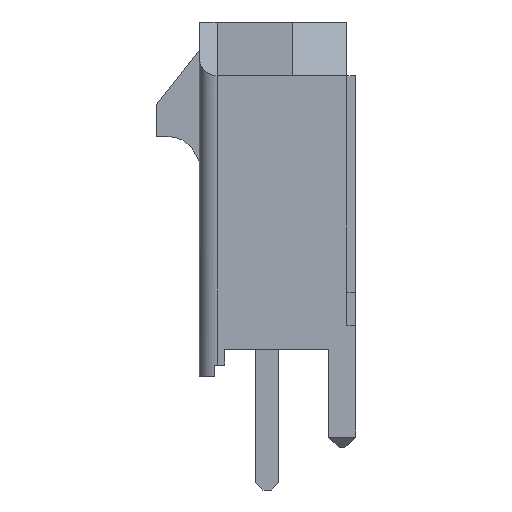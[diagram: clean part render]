
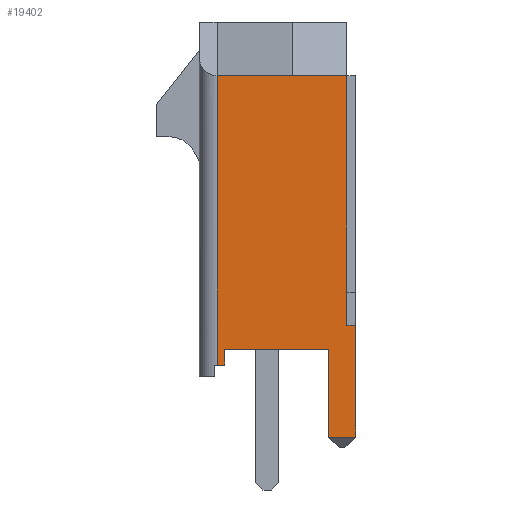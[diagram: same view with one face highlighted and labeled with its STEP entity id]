
A CAD part, left-side view. The second image highlights one B-rep face of the part: STEP entity #19402.
In plain terms, the highlighted planar face has unit normal (-1, 0, 0).
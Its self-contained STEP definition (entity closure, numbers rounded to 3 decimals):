
#135 = CARTESIAN_POINT ( 'NONE',  ( -6.325, -2.22, 8.4 ) ) ;
#362 = LINE ( 'NONE', #5302, #10141 ) ;
#372 = DIRECTION ( 'NONE',  ( 0., 0., -1. ) ) ;
#397 = VERTEX_POINT ( 'NONE', #19393 ) ;
#902 = CARTESIAN_POINT ( 'NONE',  ( -6.325, 1.4, 8.4 ) ) ;
#1406 = ORIENTED_EDGE ( 'NONE', *, *, #14022, .F. ) ;
#1437 = ORIENTED_EDGE ( 'NONE', *, *, #5627, .T. ) ;
#1688 = CARTESIAN_POINT ( 'NONE',  ( -6.325, -0.7, 8.4 ) ) ;
#1692 = CARTESIAN_POINT ( 'NONE',  ( -6.325, -2.47, -1.7 ) ) ;
#2063 = CARTESIAN_POINT ( 'NONE',  ( -6.325, 1.182, 0.75 ) ) ;
#2294 = CARTESIAN_POINT ( 'NONE',  ( -6.325, -2.47, 9.9 ) ) ;
#2406 = FACE_OUTER_BOUND ( 'NONE', #15782, .T. ) ;
#2552 = CARTESIAN_POINT ( 'NONE',  ( -6.325, 1.4, 9.9 ) ) ;
#2623 = PLANE ( 'NONE',  #6408 ) ;
#2948 = ORIENTED_EDGE ( 'NONE', *, *, #6848, .T. ) ;
#3293 = VECTOR ( 'NONE', #15102, 1000. ) ;
#3557 = EDGE_CURVE ( 'NONE', #5986, #16627, #11692, .T. ) ;
#3607 = VECTOR ( 'NONE', #6960, 1000. ) ;
#3754 = CARTESIAN_POINT ( 'NONE',  ( -6.325, -2.47, -1.7 ) ) ;
#4114 = DIRECTION ( 'NONE',  ( 0., 0., -1. ) ) ;
#4135 = VERTEX_POINT ( 'NONE', #11896 ) ;
#5202 = DIRECTION ( 'NONE',  ( 0., -1., 0. ) ) ;
#5302 = CARTESIAN_POINT ( 'NONE',  ( -6.325, 1.182, 0.31 ) ) ;
#5310 = VERTEX_POINT ( 'NONE', #7995 ) ;
#5571 = CARTESIAN_POINT ( 'NONE',  ( -6.325, -1.715, 0.31 ) ) ;
#5573 = EDGE_CURVE ( 'NONE', #4135, #397, #362, .T. ) ;
#5627 = EDGE_CURVE ( 'NONE', #397, #17369, #16489, .T. ) ;
#5843 = ORIENTED_EDGE ( 'NONE', *, *, #9598, .T. ) ;
#5845 = CARTESIAN_POINT ( 'NONE',  ( -6.325, 1.9, 9.9 ) ) ;
#5986 = VERTEX_POINT ( 'NONE', #17774 ) ;
#6408 = AXIS2_PLACEMENT_3D ( 'NONE', #5845, #12174, #4114 ) ;
#6728 = LINE ( 'NONE', #18331, #14756 ) ;
#6736 = CARTESIAN_POINT ( 'NONE',  ( -6.325, -2.47, 8.4 ) ) ;
#6848 = EDGE_CURVE ( 'NONE', #5310, #12924, #6980, .T. ) ;
#6960 = DIRECTION ( 'NONE',  ( 0., 1., 0. ) ) ;
#6980 = LINE ( 'NONE', #3754, #13249 ) ;
#7073 = LINE ( 'NONE', #2552, #16427 ) ;
#7185 = DIRECTION ( 'NONE',  ( 0., -1., 0. ) ) ;
#7659 = VERTEX_POINT ( 'NONE', #902 ) ;
#7842 = ORIENTED_EDGE ( 'NONE', *, *, #11055, .T. ) ;
#7995 = CARTESIAN_POINT ( 'NONE',  ( -6.325, -1.715, -1.7 ) ) ;
#8099 = ORIENTED_EDGE ( 'NONE', *, *, #9046, .F. ) ;
#8192 = VECTOR ( 'NONE', #15894, 1000. ) ;
#8197 = VERTEX_POINT ( 'NONE', #135 ) ;
#8504 = DIRECTION ( 'NONE',  ( 0., 0., 1. ) ) ;
#8648 = ORIENTED_EDGE ( 'NONE', *, *, #3557, .T. ) ;
#8824 = LINE ( 'NONE', #15215, #17348 ) ;
#9046 = EDGE_CURVE ( 'NONE', #8197, #16627, #8824, .T. ) ;
#9399 = VERTEX_POINT ( 'NONE', #1688 ) ;
#9598 = EDGE_CURVE ( 'NONE', #17369, #5310, #20163, .T. ) ;
#10141 = VECTOR ( 'NONE', #8504, 1000. ) ;
#10188 = ORIENTED_EDGE ( 'NONE', *, *, #15657, .T. ) ;
#10456 = CARTESIAN_POINT ( 'NONE',  ( -6.325, 1.4, 0.31 ) ) ;
#10603 = DIRECTION ( 'NONE',  ( 0., 0., -1. ) ) ;
#10697 = VECTOR ( 'NONE', #372, 1000. ) ;
#10942 = CARTESIAN_POINT ( 'NONE',  ( -6.325, -1.715, 0.75 ) ) ;
#11055 = EDGE_CURVE ( 'NONE', #7659, #11276, #7073, .T. ) ;
#11276 = VERTEX_POINT ( 'NONE', #10456 ) ;
#11289 = EDGE_CURVE ( 'NONE', #5986, #12924, #16939, .T. ) ;
#11665 = DIRECTION ( 'NONE',  ( 0., 1., 0. ) ) ;
#11692 = LINE ( 'NONE', #18277, #3607 ) ;
#11712 = LINE ( 'NONE', #18297, #14109 ) ;
#11757 = LINE ( 'NONE', #6736, #14087 ) ;
#11896 = CARTESIAN_POINT ( 'NONE',  ( -6.325, 1.182, 0.31 ) ) ;
#12174 = DIRECTION ( 'NONE',  ( 1., 0., 0. ) ) ;
#12469 = ORIENTED_EDGE ( 'NONE', *, *, #16186, .T. ) ;
#12924 = VERTEX_POINT ( 'NONE', #1692 ) ;
#13249 = VECTOR ( 'NONE', #7185, 1000. ) ;
#14022 = EDGE_CURVE ( 'NONE', #7659, #9399, #6728, .T. ) ;
#14087 = VECTOR ( 'NONE', #11665, 1000. ) ;
#14109 = VECTOR ( 'NONE', #14879, 1000. ) ;
#14601 = ORIENTED_EDGE ( 'NONE', *, *, #11289, .F. ) ;
#14756 = VECTOR ( 'NONE', #5202, 1000. ) ;
#14879 = DIRECTION ( 'NONE',  ( 0., -1., 0. ) ) ;
#15102 = DIRECTION ( 'NONE',  ( 0., -1., 0. ) ) ;
#15215 = CARTESIAN_POINT ( 'NONE',  ( -6.325, -2.22, 8.4 ) ) ;
#15657 = EDGE_CURVE ( 'NONE', #8197, #9399, #11757, .T. ) ;
#15782 = EDGE_LOOP ( 'NONE', ( #1406, #7842, #12469, #20154, #1437, #5843, #2948, #14601, #8648, #8099, #10188 ) ) ;
#15894 = DIRECTION ( 'NONE',  ( 0., 0., -1. ) ) ;
#16186 = EDGE_CURVE ( 'NONE', #11276, #4135, #11712, .T. ) ;
#16427 = VECTOR ( 'NONE', #10603, 1000. ) ;
#16489 = LINE ( 'NONE', #2063, #3293 ) ;
#16627 = VERTEX_POINT ( 'NONE', #16980 ) ;
#16939 = LINE ( 'NONE', #2294, #10697 ) ;
#16980 = CARTESIAN_POINT ( 'NONE',  ( -6.325, -2.22, 1.425 ) ) ;
#17348 = VECTOR ( 'NONE', #20213, 1000. ) ;
#17369 = VERTEX_POINT ( 'NONE', #10942 ) ;
#17774 = CARTESIAN_POINT ( 'NONE',  ( -6.325, -2.47, 1.425 ) ) ;
#18277 = CARTESIAN_POINT ( 'NONE',  ( -6.325, -9.462, 1.425 ) ) ;
#18297 = CARTESIAN_POINT ( 'NONE',  ( -6.325, 1.466, 0.31 ) ) ;
#18331 = CARTESIAN_POINT ( 'NONE',  ( -6.325, 1.4, 8.4 ) ) ;
#19393 = CARTESIAN_POINT ( 'NONE',  ( -6.325, 1.182, 0.75 ) ) ;
#19402 = ADVANCED_FACE ( 'NONE', ( #2406 ), #2623, .F. ) ;
#20154 = ORIENTED_EDGE ( 'NONE', *, *, #5573, .T. ) ;
#20163 = LINE ( 'NONE', #5571, #8192 ) ;
#20213 = DIRECTION ( 'NONE',  ( 0., 0., -1. ) ) ;
